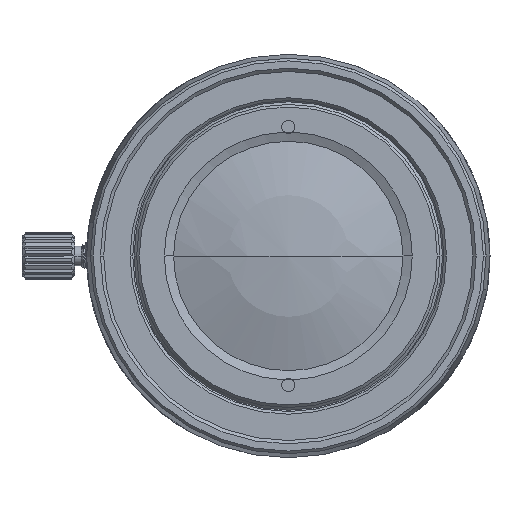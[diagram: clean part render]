
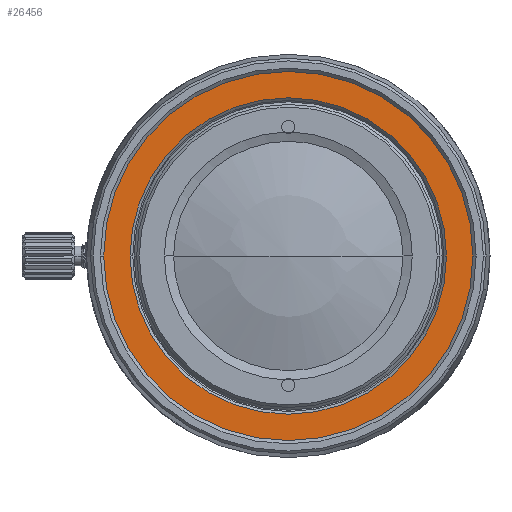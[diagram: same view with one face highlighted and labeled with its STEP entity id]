
A CAD part, left-side view. The second image highlights one B-rep face of the part: STEP entity #26456.
In plain terms, the highlighted planar face has unit normal (-1, 0, 0).
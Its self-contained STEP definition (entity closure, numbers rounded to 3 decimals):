
#26411 = VERTEX_POINT('',#26412);
#26412 = CARTESIAN_POINT('',(-3.3,14.35,0.));
#26418 = EDGE_CURVE('',#26419,#26411,#26421,.T.);
#26419 = VERTEX_POINT('',#26420);
#26420 = CARTESIAN_POINT('',(-3.3,-14.35,0.));
#26421 = CIRCLE('',#26422,14.35);
#26422 = AXIS2_PLACEMENT_3D('',#26423,#26424,#26425);
#26423 = CARTESIAN_POINT('',(-3.3,0.,0.));
#26424 = DIRECTION('',(1.,0.,0.));
#26425 = DIRECTION('',(0.,-1.,0.));
#26445 = EDGE_CURVE('',#26411,#26419,#26446,.T.);
#26446 = CIRCLE('',#26447,14.35);
#26447 = AXIS2_PLACEMENT_3D('',#26448,#26449,#26450);
#26448 = CARTESIAN_POINT('',(-3.3,0.,0.));
#26449 = DIRECTION('',(1.,0.,0.));
#26450 = DIRECTION('',(-0.,1.,0.));
#26456 = ADVANCED_FACE('',(#26457,#26461),#26499,.F.);
#26457 = FACE_BOUND('',#26458,.F.);
#26458 = EDGE_LOOP('',(#26459,#26460));
#26459 = ORIENTED_EDGE('',*,*,#26445,.T.);
#26460 = ORIENTED_EDGE('',*,*,#26418,.T.);
#26461 = FACE_BOUND('',#26462,.F.);
#26462 = EDGE_LOOP('',(#26463,#26474,#26483,#26492));
#26463 = ORIENTED_EDGE('',*,*,#26464,.T.);
#26464 = EDGE_CURVE('',#26465,#26467,#26469,.T.);
#26465 = VERTEX_POINT('',#26466);
#26466 = CARTESIAN_POINT('',(-3.3,-12.,0.));
#26467 = VERTEX_POINT('',#26468);
#26468 = CARTESIAN_POINT('',(-3.3,0.,12.));
#26469 = CIRCLE('',#26470,12.);
#26470 = AXIS2_PLACEMENT_3D('',#26471,#26472,#26473);
#26471 = CARTESIAN_POINT('',(-3.3,0.,0.));
#26472 = DIRECTION('',(-1.,0.,0.));
#26473 = DIRECTION('',(0.,-1.,0.));
#26474 = ORIENTED_EDGE('',*,*,#26475,.T.);
#26475 = EDGE_CURVE('',#26467,#26476,#26478,.T.);
#26476 = VERTEX_POINT('',#26477);
#26477 = CARTESIAN_POINT('',(-3.3,12.,0.));
#26478 = CIRCLE('',#26479,12.);
#26479 = AXIS2_PLACEMENT_3D('',#26480,#26481,#26482);
#26480 = CARTESIAN_POINT('',(-3.3,0.,0.));
#26481 = DIRECTION('',(-1.,0.,0.));
#26482 = DIRECTION('',(0.,0.,1.));
#26483 = ORIENTED_EDGE('',*,*,#26484,.T.);
#26484 = EDGE_CURVE('',#26476,#26485,#26487,.T.);
#26485 = VERTEX_POINT('',#26486);
#26486 = CARTESIAN_POINT('',(-3.3,0.,-12.));
#26487 = CIRCLE('',#26488,12.);
#26488 = AXIS2_PLACEMENT_3D('',#26489,#26490,#26491);
#26489 = CARTESIAN_POINT('',(-3.3,0.,0.));
#26490 = DIRECTION('',(-1.,0.,0.));
#26491 = DIRECTION('',(0.,1.,0.));
#26492 = ORIENTED_EDGE('',*,*,#26493,.T.);
#26493 = EDGE_CURVE('',#26485,#26465,#26494,.T.);
#26494 = CIRCLE('',#26495,12.);
#26495 = AXIS2_PLACEMENT_3D('',#26496,#26497,#26498);
#26496 = CARTESIAN_POINT('',(-3.3,0.,0.));
#26497 = DIRECTION('',(-1.,0.,0.));
#26498 = DIRECTION('',(0.,0.,-1.));
#26499 = PLANE('',#26500);
#26500 = AXIS2_PLACEMENT_3D('',#26501,#26502,#26503);
#26501 = CARTESIAN_POINT('',(-3.3,0.,0.));
#26502 = DIRECTION('',(1.,0.,0.));
#26503 = DIRECTION('',(0.,-1.,0.));
